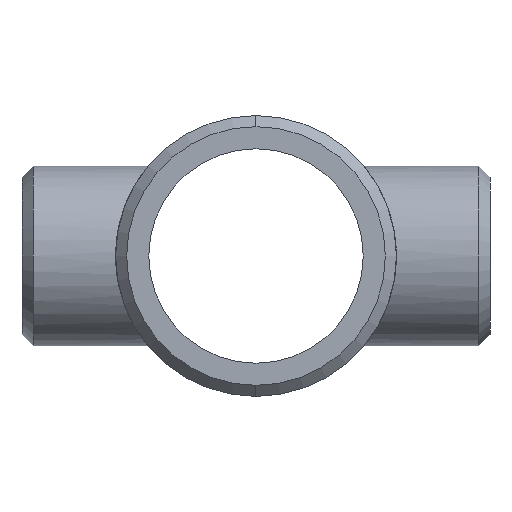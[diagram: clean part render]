
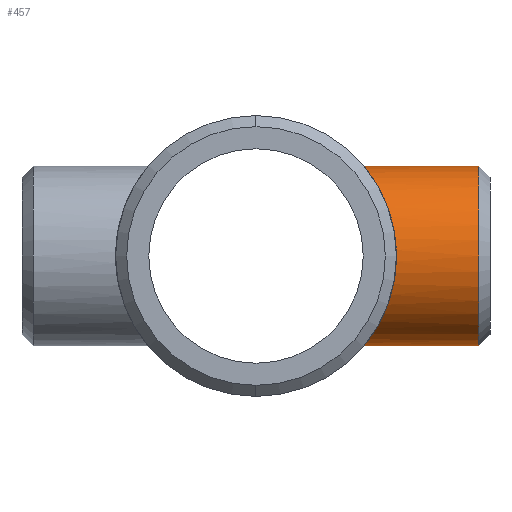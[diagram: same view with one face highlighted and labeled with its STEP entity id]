
A CAD part, left-side view. The second image highlights one B-rep face of the part: STEP entity #457.
In plain terms, the highlighted cylindrical face has radius 36.576 mm (diameter 73.152 mm), a partial arc.
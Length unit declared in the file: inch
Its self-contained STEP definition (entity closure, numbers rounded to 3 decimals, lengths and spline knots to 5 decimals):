
#2 = DIRECTION ( 'NONE',  ( 0., 0., -1. ) ) ;
#3 = CARTESIAN_POINT ( 'NONE',  ( -0.09752, -1.72884, 1.44 ) ) ;
#10 = CARTESIAN_POINT ( 'NONE',  ( -1.28529, -2.15425, 0.64976 ) ) ;
#19 = CARTESIAN_POINT ( 'NONE',  ( -1.13768, -2.06945, 0.88395 ) ) ;
#25 = CARTESIAN_POINT ( 'NONE',  ( -0.38133, -1.77025, 1.3888 ) ) ;
#26 = CARTESIAN_POINT ( 'NONE',  ( -1.21685, -2.11404, 0.77135 ) ) ;
#43 = ORIENTED_EDGE ( 'NONE', *, *, #814, .T. ) ;
#64 = AXIS2_PLACEMENT_3D ( 'NONE', #378, #762, #2 ) ;
#74 = VECTOR ( 'NONE', #121, 39.37008 ) ;
#87 = CARTESIAN_POINT ( 'NONE',  ( 0., -3.75, 0. ) ) ;
#103 = CARTESIAN_POINT ( 'NONE',  ( -1.43046, -2.24391, -0.16724 ) ) ;
#110 = CARTESIAN_POINT ( 'NONE',  ( -0.87987, -1.93864, 1.1436 ) ) ;
#111 = CARTESIAN_POINT ( 'NONE',  ( -1.39171, -2.21935, -0.38232 ) ) ;
#121 = DIRECTION ( 'NONE',  ( 0., 1., 0. ) ) ;
#124 = CARTESIAN_POINT ( 'NONE',  ( -0.64568, -1.84538, -1.28734 ) ) ;
#132 = CARTESIAN_POINT ( 'NONE',  ( -0.47491, -1.79102, -1.36264 ) ) ;
#149 = VERTEX_POINT ( 'NONE', #613 ) ;
#213 = CARTESIAN_POINT ( 'NONE',  ( -1.21819, -2.11481, -0.76926 ) ) ;
#224 = CARTESIAN_POINT ( 'NONE',  ( -1.07958, -2.03819, -0.95322 ) ) ;
#230 = CARTESIAN_POINT ( 'NONE',  ( -1.24239, -2.12888, -0.72956 ) ) ;
#239 = DIRECTION ( 'NONE',  ( 0., 1., 0. ) ) ;
#242 = EDGE_LOOP ( 'NONE', ( #43, #1026, #817, #675 ) ) ;
#249 = CARTESIAN_POINT ( 'NONE',  ( 0., -1.72884, -1.44 ) ) ;
#260 = EDGE_CURVE ( 'NONE', #735, #149, #726, .T. ) ;
#299 = CARTESIAN_POINT ( 'NONE',  ( -1.36329, -2.2015, -0.4733 ) ) ;
#301 = AXIS2_PLACEMENT_3D ( 'NONE', #87, #989, #1248 ) ;
#308 = CARTESIAN_POINT ( 'NONE',  ( -1.13872, -2.07002, -0.88264 ) ) ;
#315 = CARTESIAN_POINT ( 'NONE',  ( -1.43768, -2.24851, -0.09497 ) ) ;
#323 = CARTESIAN_POINT ( 'NONE',  ( -0.33483, -1.76082, 1.40074 ) ) ;
#332 = CARTESIAN_POINT ( 'NONE',  ( -1.1652, -2.08474, 0.84735 ) ) ;
#378 = CARTESIAN_POINT ( 'NONE',  ( 0., -3.573, 0. ) ) ;
#384 = CIRCLE ( 'NONE', #64, 1.44 ) ;
#404 = CARTESIAN_POINT ( 'NONE',  ( -0.95032, -1.97201, 1.08581 ) ) ;
#405 = CARTESIAN_POINT ( 'NONE',  ( -1.30797, -2.16783, -0.6042 ) ) ;
#406 = VECTOR ( 'NONE', #239, 39.37008 ) ;
#418 = CARTESIAN_POINT ( 'NONE',  ( -1.09384, -2.04578, 0.93683 ) ) ;
#423 = CARTESIAN_POINT ( 'NONE',  ( -1.41515, -2.23417, 0.26745 ) ) ;
#430 = CARTESIAN_POINT ( 'NONE',  ( -0.04905, -1.72937, -1.43937 ) ) ;
#457 = ADVANCED_FACE ( 'NONE', ( #575 ), #960, .T. ) ;
#491 = LINE ( 'NONE', #707, #74 ) ;
#503 = CARTESIAN_POINT ( 'NONE',  ( -1.27454, -2.14785, 0.67059 ) ) ;
#510 = CARTESIAN_POINT ( 'NONE',  ( -0.76722, -1.89112, -1.21945 ) ) ;
#516 = CARTESIAN_POINT ( 'NONE',  ( -0.60366, -1.8311, -1.30757 ) ) ;
#523 = CARTESIAN_POINT ( 'NONE',  ( -1.31576, -2.17257, 0.58562 ) ) ;
#529 = VERTEX_POINT ( 'NONE', #583 ) ;
#543 = CARTESIAN_POINT ( 'NONE',  ( -0.24251, -1.74561, -1.41964 ) ) ;
#575 = FACE_OUTER_BOUND ( 'NONE', #242, .T. ) ;
#583 = CARTESIAN_POINT ( 'NONE',  ( 0., -3.573, -1.44 ) ) ;
#595 = CARTESIAN_POINT ( 'NONE',  ( -1.24098, -2.12805, 0.73195 ) ) ;
#601 = CARTESIAN_POINT ( 'NONE',  ( -1.03254, -2.01366, -1.00399 ) ) ;
#610 = CARTESIAN_POINT ( 'NONE',  ( -0.72787, -1.87543, -1.24337 ) ) ;
#613 = CARTESIAN_POINT ( 'NONE',  ( 0., -1.72884, 1.44 ) ) ;
#617 = CARTESIAN_POINT ( 'NONE',  ( -0.51635, -1.80384, 1.34505 ) ) ;
#618 = CARTESIAN_POINT ( 'NONE',  ( -0.38496, -1.76872, -1.39096 ) ) ;
#626 = CARTESIAN_POINT ( 'NONE',  ( -1.30588, -2.1666, 0.60731 ) ) ;
#643 = VERTEX_POINT ( 'NONE', #1085 ) ;
#675 = ORIENTED_EDGE ( 'NONE', *, *, #1103, .F. ) ;
#696 = CARTESIAN_POINT ( 'NONE',  ( -1.04849, -2.0219, -0.98731 ) ) ;
#704 = CARTESIAN_POINT ( 'NONE',  ( -1.42744, -2.24198, -0.1913 ) ) ;
#707 = CARTESIAN_POINT ( 'NONE',  ( 0., -3.75, -1.44 ) ) ;
#712 = EDGE_CURVE ( 'NONE', #149, #643, #1234, .T. ) ;
#716 = CARTESIAN_POINT ( 'NONE',  ( -1.43994, -2.24996, 0.05001 ) ) ;
#726 = LINE ( 'NONE', #1106, #406 ) ;
#731 = CARTESIAN_POINT ( 'NONE',  ( -0.09781, -1.73144, -1.43688 ) ) ;
#735 = VERTEX_POINT ( 'NONE', #818 ) ;
#762 = DIRECTION ( 'NONE',  ( 0., 1., 0. ) ) ;
#782 = CARTESIAN_POINT ( 'NONE',  ( -0.31127, -1.75649, 1.40616 ) ) ;
#783 = CARTESIAN_POINT ( 'NONE',  ( -1.43746, -2.24837, 0.09846 ) ) ;
#793 = CARTESIAN_POINT ( 'NONE',  ( -1.28727, -2.15538, -0.64709 ) ) ;
#799 = CARTESIAN_POINT ( 'NONE',  ( -1.39082, -2.2188, 0.38534 ) ) ;
#805 = CARTESIAN_POINT ( 'NONE',  ( -0.6445, -1.84468, 1.28856 ) ) ;
#812 = CARTESIAN_POINT ( 'NONE',  ( -1.36232, -2.2009, 0.47616 ) ) ;
#814 = EDGE_CURVE ( 'NONE', #529, #735, #384, .T. ) ;
#817 = ORIENTED_EDGE ( 'NONE', *, *, #712, .T. ) ;
#818 = CARTESIAN_POINT ( 'NONE',  ( 0., -3.573, 1.44 ) ) ;
#824 = CARTESIAN_POINT ( 'NONE',  ( -0.19453, -1.73959, -1.42701 ) ) ;
#870 = CARTESIAN_POINT ( 'NONE',  ( 0., -1.72884, 1.44 ) ) ;
#877 = CARTESIAN_POINT ( 'NONE',  ( -1.42999, -2.2436, 0.17127 ) ) ;
#892 = CARTESIAN_POINT ( 'NONE',  ( -0.72643, -1.87487, 1.24421 ) ) ;
#893 = CARTESIAN_POINT ( 'NONE',  ( -1.07879, -2.03777, 0.95411 ) ) ;
#899 = CARTESIAN_POINT ( 'NONE',  ( -0.47222, -1.79164, 1.3612 ) ) ;
#901 = CARTESIAN_POINT ( 'NONE',  ( -0.58241, -1.82419, -1.31717 ) ) ;
#908 = CARTESIAN_POINT ( 'NONE',  ( -1.03188, -2.01333, 1.00466 ) ) ;
#910 = CARTESIAN_POINT ( 'NONE',  ( -0.95126, -1.97247, -1.08496 ) ) ;
#960 = CYLINDRICAL_SURFACE ( 'NONE', #301, 1.44 ) ;
#980 = CARTESIAN_POINT ( 'NONE',  ( -1.41944, -2.2369, 0.24365 ) ) ;
#987 = CARTESIAN_POINT ( 'NONE',  ( -0.88101, -1.93916, -1.14271 ) ) ;
#989 = DIRECTION ( 'NONE',  ( 0., 1., 0. ) ) ;
#994 = CARTESIAN_POINT ( 'NONE',  ( -0.40428, -1.77535, 1.38229 ) ) ;
#999 = CARTESIAN_POINT ( 'NONE',  ( -0.26646, -1.7491, -1.41534 ) ) ;
#1026 = ORIENTED_EDGE ( 'NONE', *, *, #260, .T. ) ;
#1068 = CARTESIAN_POINT ( 'NONE',  ( -0.76585, -1.89056, 1.22032 ) ) ;
#1074 = CARTESIAN_POINT ( 'NONE',  ( -1.42017, -2.23736, -0.23938 ) ) ;
#1083 = CARTESIAN_POINT ( 'NONE',  ( -1.09469, -2.04624, -0.93583 ) ) ;
#1085 = CARTESIAN_POINT ( 'NONE',  ( 0., -1.72884, -1.44 ) ) ;
#1090 = CARTESIAN_POINT ( 'NONE',  ( -1.42686, -2.24161, 0.19561 ) ) ;
#1096 = CARTESIAN_POINT ( 'NONE',  ( -0.66649, -1.85277, -1.27669 ) ) ;
#1103 = EDGE_CURVE ( 'NONE', #529, #643, #491, .T. ) ;
#1106 = CARTESIAN_POINT ( 'NONE',  ( 0., -3.75, 1.44 ) ) ;
#1116 = CARTESIAN_POINT ( 'NONE',  ( -0.14636, -1.73453, -1.43316 ) ) ;
#1156 = CARTESIAN_POINT ( 'NONE',  ( -0.19337, -1.73713, 1.4302 ) ) ;
#1164 = CARTESIAN_POINT ( 'NONE',  ( -0.60247, -1.83035, 1.30874 ) ) ;
#1165 = CARTESIAN_POINT ( 'NONE',  ( -1.4159, -2.23465, -0.26347 ) ) ;
#1175 = CARTESIAN_POINT ( 'NONE',  ( -1.16635, -2.08538, -0.8458 ) ) ;
#1189 = CARTESIAN_POINT ( 'NONE',  ( -1.44005, -2.25003, -0.04671 ) ) ;
#1194 = CARTESIAN_POINT ( 'NONE',  ( -1.04783, -2.02155, 0.98801 ) ) ;
#1200 = CARTESIAN_POINT ( 'NONE',  ( -0.02451, -1.72884, -1.44 ) ) ;
#1234 = B_SPLINE_CURVE_WITH_KNOTS ( 'NONE', 3,
 ( #870, #3, #1156, #782, #323, #25, #994, #899, #617, #1164, #805, #892, #1068, #110, #404, #908, #1194, #893, #418, #19, #332, #26, #595, #503, #10, #626, #523, #812, #799, #423, #980, #1090, #877, #783, #716, #1189, #315, #103, #704, #1074, #1165, #111, #299, #405, #793, #230, #213, #1175, #308, #1083, #224, #696, #601, #910, #987, #510, #610, #1096, #124, #516, #901, #132, #618, #999, #543, #824, #1116, #731, #430, #1200, #249 ),
 .UNSPECIFIED., .F., .F.,
 ( 4, 2, 2, 2, 2, 2, 2, 2, 2, 2, 2, 2, 2, 2, 2, 2, 2, 2, 2, 2, 2, 2, 2, 2, 2, 2, 2, 2, 2, 2, 2, 2, 2, 1, 2, 4 ),
 ( 0.11778, 0.12511, 0.12695, 0.12878, 0.13245, 0.13612, 0.13979, 0.14713, 0.14897, 0.1508, 0.15447, 0.15814, 0.15998, 0.16181, 0.16915, 0.17098, 0.17282, 0.17649, 0.18016, 0.18199, 0.18383, 0.19117, 0.19484, 0.19851, 0.20218, 0.20401, 0.20584, 0.21318, 0.21685, 0.21869, 0.22052, 0.22786, 0.2297, 0.23153, 0.23337, 0.2352 ),
 .UNSPECIFIED. ) ;
#1248 = DIRECTION ( 'NONE',  ( 0., 0., -1. ) ) ;
